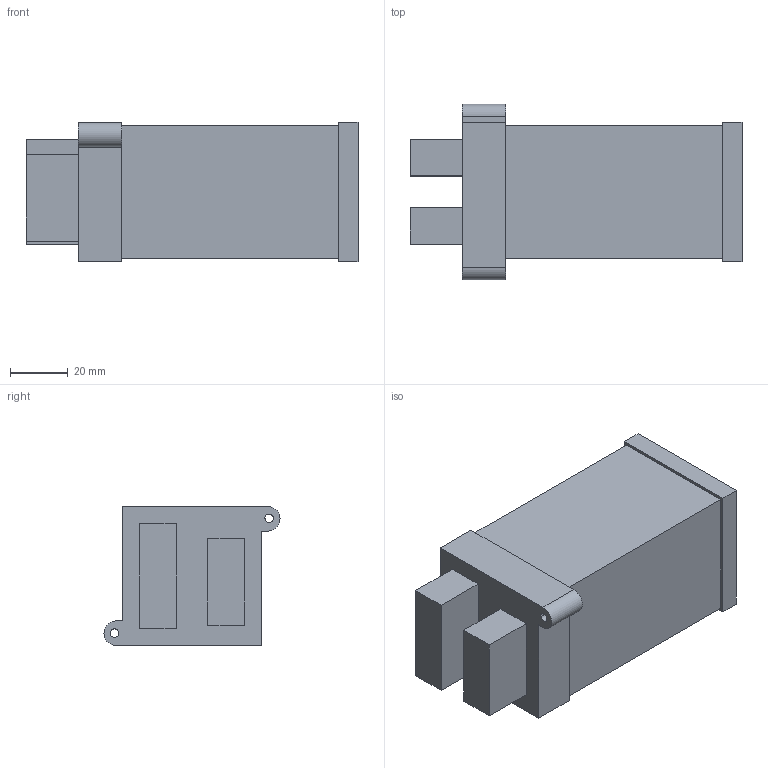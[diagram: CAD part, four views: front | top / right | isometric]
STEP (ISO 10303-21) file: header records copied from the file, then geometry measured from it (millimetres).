
FILE_DESCRIPTION(/* description */ (''),/* implementation_level */ '2;1');
FILE_NAME(/* name */ 'ipf_z3d_CM030140.stp',/* time_stamp */ '2019-08-08T10:58:51+02:00',/* author */ ('g.aydin'),/* organization */ (''),/* preprocessor_version */ 'ST-DEVELOPER v15.2',/* originating_system */ 'Autodesk Inventor 2014',/* authorisation */ '');
FILE_SCHEMA (('AUTOMOTIVE_DESIGN { 1 0 10303 214 3 1 1 }'));
Length unit declared in the file: millimetre
Products named in the file (1): ipf_z3d_CM030140
Bounding box: 114.6 x 60.8 x 48 mm (x, y, z)
Volume: 223372.1 mm3; surface area: 27078.6 mm2
Topology: 1 solids, 1 shells, 98 faces, 249 edges, 166 vertices
Faces by surface type: plane 73, cylinder 25
Full cylindrical faces by diameter (mm): 3 x1
Entity records: 3078 total; most frequent: CARTESIAN_POINT 513, ORIENTED_EDGE 496, DIRECTION 496, EDGE_CURVE 248, LINE 198, VECTOR 198, VERTEX_POINT 166, AXIS2_PLACEMENT_3D 149
